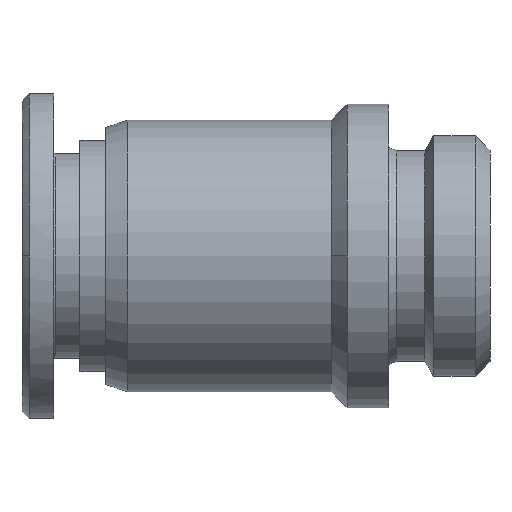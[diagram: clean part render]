
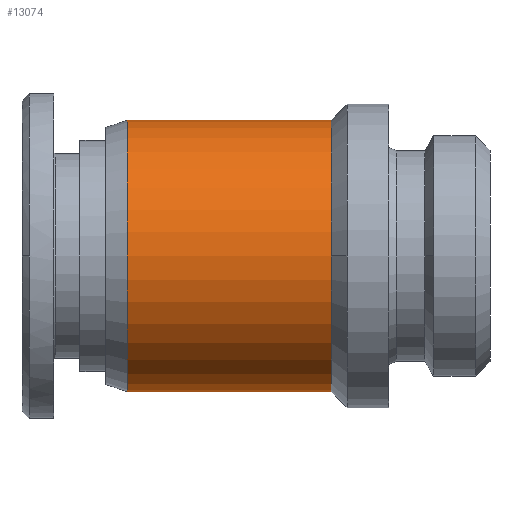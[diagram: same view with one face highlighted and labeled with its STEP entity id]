
A CAD part, front view. The second image highlights one B-rep face of the part: STEP entity #13074.
In plain terms, the highlighted cylindrical face has radius 9.4 mm (diameter 18.8 mm), a partial arc.
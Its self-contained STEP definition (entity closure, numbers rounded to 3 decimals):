
#1015 = VERTEX_POINT ( 'NONE', #15329 ) ;
#1257 = EDGE_CURVE ( 'NONE', #1015, #3199, #13004, .T. ) ;
#1426 = DIRECTION ( 'NONE',  ( 0., 0., 1. ) ) ;
#1884 = DIRECTION ( 'NONE',  ( 1., 0., 0. ) ) ;
#2019 = EDGE_LOOP ( 'NONE', ( #12419, #9377, #16985, #2841, #17072 ) ) ;
#2802 = CARTESIAN_POINT ( 'NONE',  ( 26.254, 0., -5.017 ) ) ;
#2841 = ORIENTED_EDGE ( 'NONE', *, *, #14979, .T. ) ;
#3199 = VERTEX_POINT ( 'NONE', #6238 ) ;
#3502 = EDGE_CURVE ( 'NONE', #11392, #3199, #17123, .T. ) ;
#4806 = CARTESIAN_POINT ( 'NONE',  ( 19.204, 0., -14.417 ) ) ;
#5655 = AXIS2_PLACEMENT_3D ( 'NONE', #7186, #7061, #1426 ) ;
#5761 = AXIS2_PLACEMENT_3D ( 'NONE', #16374, #9671, #13824 ) ;
#6238 = CARTESIAN_POINT ( 'NONE',  ( 26.254, 0., 4.383 ) ) ;
#6882 = AXIS2_PLACEMENT_3D ( 'NONE', #9257, #7955, #16321 ) ;
#7061 = DIRECTION ( 'NONE',  ( -1., 0., 0. ) ) ;
#7186 = CARTESIAN_POINT ( 'NONE',  ( 12.154, 0., -5.017 ) ) ;
#7955 = DIRECTION ( 'NONE',  ( 1., 0., 0. ) ) ;
#8039 = CARTESIAN_POINT ( 'NONE',  ( 12.154, 0., -14.417 ) ) ;
#9257 = CARTESIAN_POINT ( 'NONE',  ( 19.204, 0., -5.017 ) ) ;
#9375 = VERTEX_POINT ( 'NONE', #8039 ) ;
#9377 = ORIENTED_EDGE ( 'NONE', *, *, #17095, .F. ) ;
#9521 = VECTOR ( 'NONE', #1884, 1000. ) ;
#9671 = DIRECTION ( 'NONE',  ( -1., 0., 0. ) ) ;
#9771 = CIRCLE ( 'NONE', #13499, 9.4 ) ;
#10022 = CIRCLE ( 'NONE', #5655, 9.4 ) ;
#10852 = CARTESIAN_POINT ( 'NONE',  ( 12.154, 0., 4.383 ) ) ;
#11392 = VERTEX_POINT ( 'NONE', #10852 ) ;
#12419 = ORIENTED_EDGE ( 'NONE', *, *, #3502, .F. ) ;
#12467 = DIRECTION ( 'NONE',  ( 0., 0., -1. ) ) ;
#13004 = CIRCLE ( 'NONE', #5761, 9.4 ) ;
#13074 = ADVANCED_FACE ( 'NONE', ( #15696 ), #14149, .T. ) ;
#13499 = AXIS2_PLACEMENT_3D ( 'NONE', #2802, #13817, #12467 ) ;
#13817 = DIRECTION ( 'NONE',  ( -1., 0., 0. ) ) ;
#13824 = DIRECTION ( 'NONE',  ( 0., 0., -1. ) ) ;
#14149 = CYLINDRICAL_SURFACE ( 'NONE', #6882, 9.4 ) ;
#14179 = CARTESIAN_POINT ( 'NONE',  ( 26.254, 0., -14.417 ) ) ;
#14953 = CARTESIAN_POINT ( 'NONE',  ( 19.204, 0., 4.383 ) ) ;
#14979 = EDGE_CURVE ( 'NONE', #15245, #1015, #9771, .T. ) ;
#15245 = VERTEX_POINT ( 'NONE', #14179 ) ;
#15329 = CARTESIAN_POINT ( 'NONE',  ( 26.254, -9.4, -5.017 ) ) ;
#15353 = VECTOR ( 'NONE', #17886, 1000. ) ;
#15355 = EDGE_CURVE ( 'NONE', #9375, #15245, #16897, .T. ) ;
#15696 = FACE_OUTER_BOUND ( 'NONE', #2019, .T. ) ;
#16321 = DIRECTION ( 'NONE',  ( 0., 0., -1. ) ) ;
#16374 = CARTESIAN_POINT ( 'NONE',  ( 26.254, 0., -5.017 ) ) ;
#16897 = LINE ( 'NONE', #4806, #9521 ) ;
#16985 = ORIENTED_EDGE ( 'NONE', *, *, #15355, .T. ) ;
#17072 = ORIENTED_EDGE ( 'NONE', *, *, #1257, .T. ) ;
#17095 = EDGE_CURVE ( 'NONE', #9375, #11392, #10022, .T. ) ;
#17123 = LINE ( 'NONE', #14953, #15353 ) ;
#17886 = DIRECTION ( 'NONE',  ( 1., 0., 0. ) ) ;
